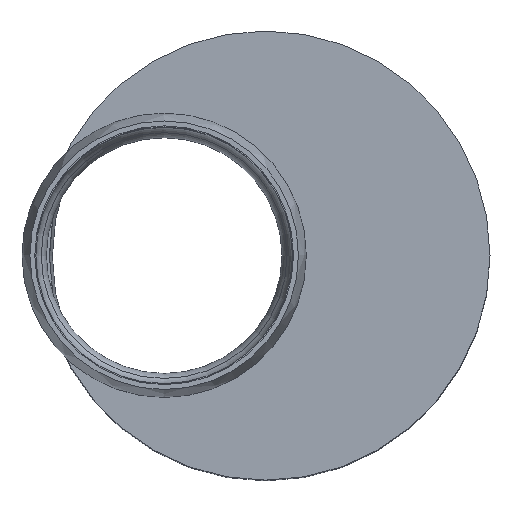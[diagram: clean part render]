
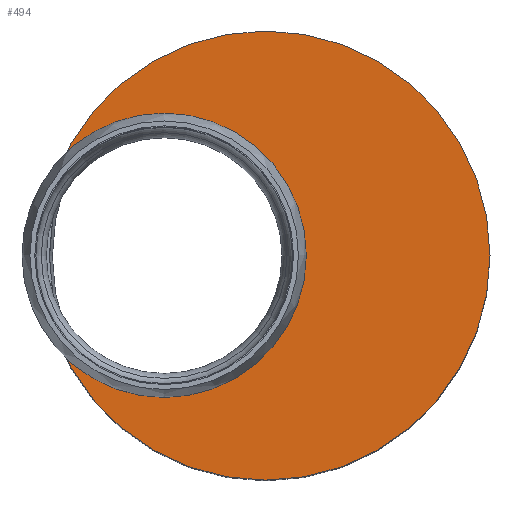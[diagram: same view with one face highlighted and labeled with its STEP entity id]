
A CAD part, top view. The second image highlights one B-rep face of the part: STEP entity #494.
In plain terms, the highlighted planar face has unit normal (0, 0, 1).
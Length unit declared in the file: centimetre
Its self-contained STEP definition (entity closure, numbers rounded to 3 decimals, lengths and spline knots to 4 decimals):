
#27=FACE_BOUND('',#108,.T.);
#33=PLANE('',#569);
#73=FACE_OUTER_BOUND('',#107,.T.);
#107=EDGE_LOOP('',(#424));
#108=EDGE_LOOP('',(#425));
#185=CIRCLE('',#563,35.);
#188=CIRCLE('',#567,66.5);
#233=VERTEX_POINT('',#985);
#236=VERTEX_POINT('',#993);
#296=EDGE_CURVE('',#233,#233,#185,.T.);
#301=EDGE_CURVE('',#236,#236,#188,.T.);
#424=ORIENTED_EDGE('',*,*,#301,.F.);
#425=ORIENTED_EDGE('',*,*,#296,.T.);
#494=ADVANCED_FACE('',(#73,#27),#33,.T.);
#563=AXIS2_PLACEMENT_3D('',#986,#715,#716);
#567=AXIS2_PLACEMENT_3D('',#995,#725,#726);
#569=AXIS2_PLACEMENT_3D('',#997,#729,#730);
#715=DIRECTION('center_axis',(0.,0.,
-1.));
#716=DIRECTION('ref_axis',(1.,0.,0.));
#725=DIRECTION('center_axis',(0.,0.,
-1.));
#726=DIRECTION('ref_axis',(1.,0.,0.));
#729=DIRECTION('center_axis',(0.,0.,
1.));
#730=DIRECTION('ref_axis',(0.,-1.,0.));
#985=CARTESIAN_POINT('',(-65.,0.,135.));
#986=CARTESIAN_POINT('Origin',(-30.,0.,135.));
#993=CARTESIAN_POINT('',(-66.5,0.,135.));
#995=CARTESIAN_POINT('Origin',(0.,0.,135.));
#997=CARTESIAN_POINT('Origin',(66.5,0.,135.));
